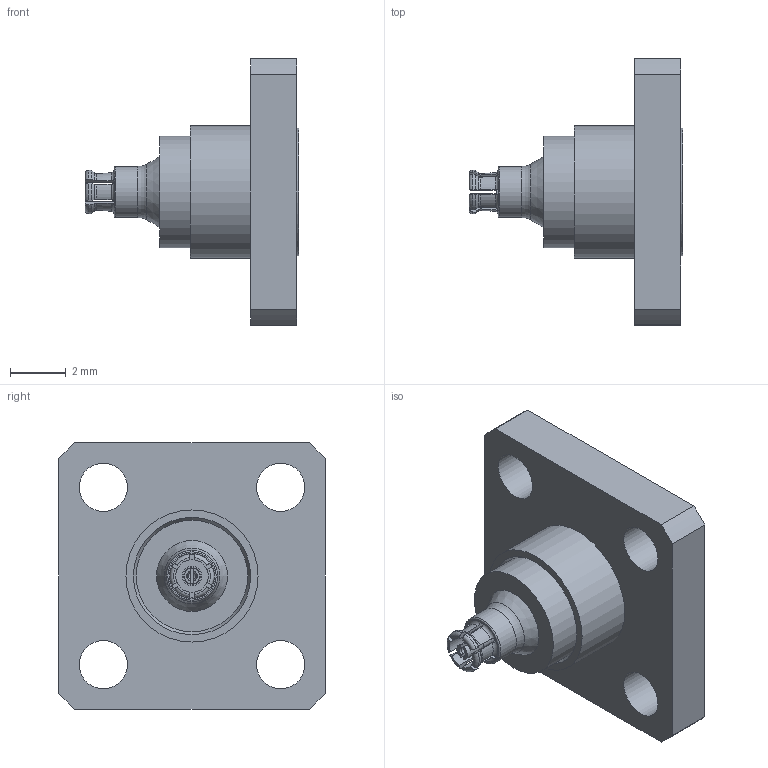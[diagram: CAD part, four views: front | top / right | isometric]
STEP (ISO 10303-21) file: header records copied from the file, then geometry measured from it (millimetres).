
FILE_DESCRIPTION(/* description */ (''),/* implementation_level */ '2;1');
FILE_NAME(/* name */ 'SMPS-19510-MECH-REV-.stp',/* time_stamp */ '2022-11-15T14:59:05-08:00',/* author */ ('MTorres'),/* organization */ (''),/* preprocessor_version */ 'ST-DEVELOPER v19.2',/* originating_system */ 'Autodesk Inventor 2023',/* authorisation */ '');
FILE_SCHEMA (('AUTOMOTIVE_DESIGN { 1 0 10303 214 3 1 1 }'));
Length unit declared in the file: inch
Products named in the file (1): SMPS-19510_Simplify_1
Bounding box: 7.65 x 9.53 x 9.53 mm (x, y, z)
Volume: 188.4 mm3; surface area: 380.9 mm2
Topology: 1 solids, 1 shells, 135 faces, 358 edges, 237 vertices
Faces by surface type: plane 54, cylinder 37, torus 25, cone 19
Full cylindrical faces by diameter (mm): 0.406 x1, 0.508 x1, 0.597 x1, 0.638 x1, 0.711 x2, 0.762 x1, 1.168 x1, 1.397 x1, 1.727 x4, 1.829 x1, 1.943 x1, 1.981 x1, 3.99 x1, 4.572 x1, 4.724 x1
Entity records: 4551 total; most frequent: CARTESIAN_POINT 1190, ORIENTED_EDGE 714, DIRECTION 688, EDGE_CURVE 357, AXIS2_PLACEMENT_3D 281, VERTEX_POINT 237, EDGE_LOOP 156, CIRCLE 145
